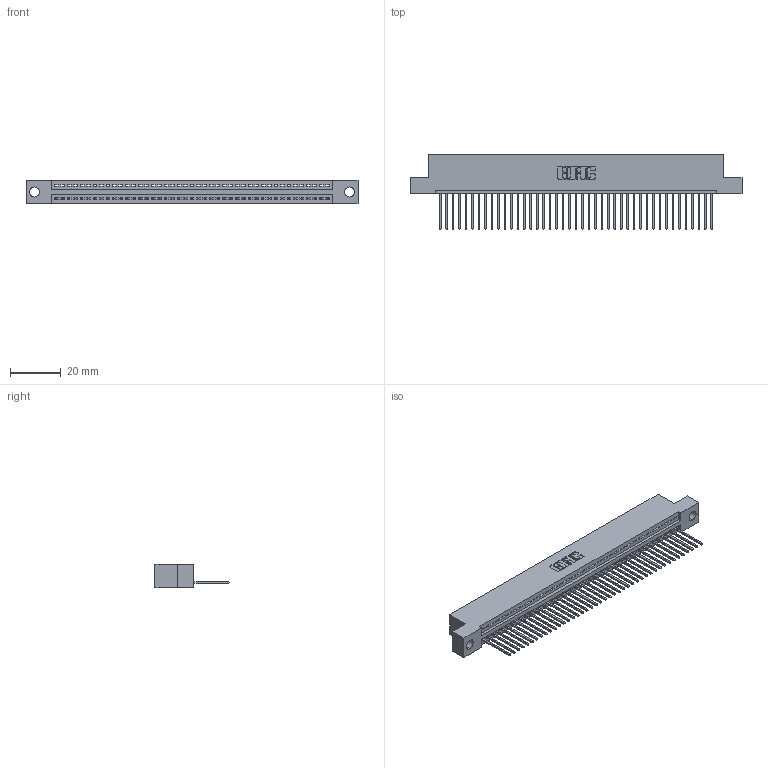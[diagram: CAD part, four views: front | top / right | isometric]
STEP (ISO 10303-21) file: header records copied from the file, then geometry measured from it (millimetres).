
FILE_DESCRIPTION (( 'STEP AP203' ), '1' );
FILE_NAME ('395-043-540-104.STEP', '2019-10-22T14:09:08', ( '' ), ( '' ), 'SwSTEP 2.0', 'SolidWorks 2016', '' );
FILE_SCHEMA (( 'CONFIG_CONTROL_DESIGN' ));
Length unit declared in the file: inch
Products named in the file (3): 345-292-001_345-293-140; 345 Part_Flush Mounting Lugs - 0.156 Dia-TH; 395-043-540-104
Assembly tree (44 placements, depth 2):
  395-043-540-104
    345 Part_Flush Mounting Lugs - 0.156 Dia-TH
    345-292-001_345-293-140  x43
Bounding box: 130.43 x 29.13 x 9.4 mm (x, y, z)
Volume: 12366.8 mm3; surface area: 16675.8 mm2
Topology: 44 solids, 44 shells, 2620 faces, 7909 edges, 5214 vertices
Faces by surface type: plane 1800, cylinder 820
Entity records: 32249 total; most frequent: CARTESIAN_POINT 5593, ORIENTED_EDGE 5570, DIRECTION 4883, EDGE_CURVE 2785, VECTOR 2481, LINE 2481, VERTEX_POINT 1854, AXIS2_PLACEMENT_3D 1201
